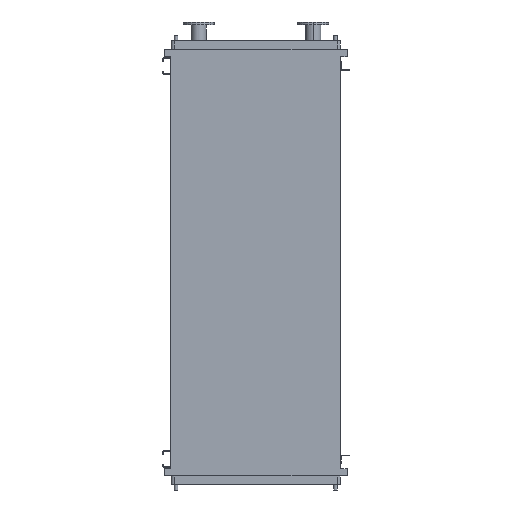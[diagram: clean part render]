
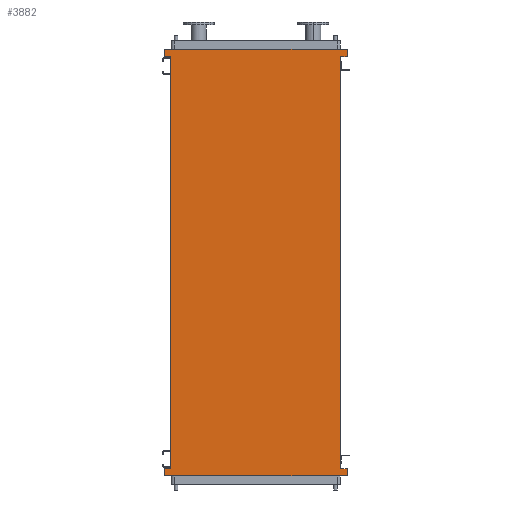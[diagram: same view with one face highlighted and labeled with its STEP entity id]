
A CAD part, front view. The second image highlights one B-rep face of the part: STEP entity #3882.
In plain terms, the highlighted planar face has unit normal (0, -1, 0).
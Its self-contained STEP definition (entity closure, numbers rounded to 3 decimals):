
#7 = CARTESIAN_POINT ( 'NONE',  ( 651., 0., -2893. ) ) ;
#105 = DIRECTION ( 'NONE',  ( 0., 0., -1. ) ) ;
#159 = PLANE ( 'NONE',  #10868 ) ;
#164 = EDGE_CURVE ( 'NONE', #8698, #8084, #8400, .T. ) ;
#174 = CARTESIAN_POINT ( 'NONE',  ( 651., 0., -2945. ) ) ;
#202 = DIRECTION ( 'NONE',  ( 0., 0., 1. ) ) ;
#351 = VERTEX_POINT ( 'NONE', #535 ) ;
#449 = CARTESIAN_POINT ( 'NONE',  ( 651., 0., 95. ) ) ;
#450 = VECTOR ( 'NONE', #5820, 1000. ) ;
#471 = VECTOR ( 'NONE', #10807, 1000. ) ;
#535 = CARTESIAN_POINT ( 'NONE',  ( -651., 0., 95. ) ) ;
#658 = VERTEX_POINT ( 'NONE', #4788 ) ;
#692 = VERTEX_POINT ( 'NONE', #9113 ) ;
#846 = CARTESIAN_POINT ( 'NONE',  ( -651., 0., 43. ) ) ;
#907 = VERTEX_POINT ( 'NONE', #9778 ) ;
#956 = LINE ( 'NONE', #174, #6317 ) ;
#969 = LINE ( 'NONE', #3569, #2352 ) ;
#1227 = EDGE_CURVE ( 'NONE', #3139, #907, #3299, .T. ) ;
#1427 = DIRECTION ( 'NONE',  ( 1., 0., 0. ) ) ;
#1609 = ORIENTED_EDGE ( 'NONE', *, *, #164, .F. ) ;
#1653 = DIRECTION ( 'NONE',  ( 1., 0., 0. ) ) ;
#1714 = EDGE_CURVE ( 'NONE', #907, #692, #969, .T. ) ;
#1891 = LINE ( 'NONE', #7903, #3884 ) ;
#2303 = EDGE_CURVE ( 'NONE', #658, #5097, #956, .T. ) ;
#2327 = EDGE_CURVE ( 'NONE', #5097, #3139, #6862, .T. ) ;
#2352 = VECTOR ( 'NONE', #7885, 1000. ) ;
#2646 = DIRECTION ( 'NONE',  ( -1., 0., 0. ) ) ;
#3139 = VERTEX_POINT ( 'NONE', #4057 ) ;
#3299 = LINE ( 'NONE', #9258, #5949 ) ;
#3364 = ORIENTED_EDGE ( 'NONE', *, *, #11078, .F. ) ;
#3392 = LINE ( 'NONE', #4236, #5646 ) ;
#3465 = DIRECTION ( 'NONE',  ( 0., 0., -1. ) ) ;
#3569 = CARTESIAN_POINT ( 'NONE',  ( -605., 0., -2850. ) ) ;
#3882 = ADVANCED_FACE ( 'NONE', ( #8037 ), #159, .T. ) ;
#3884 = VECTOR ( 'NONE', #202, 1000. ) ;
#3920 = ORIENTED_EDGE ( 'NONE', *, *, #10601, .F. ) ;
#4024 = CARTESIAN_POINT ( 'NONE',  ( 605., 0., -2893. ) ) ;
#4057 = CARTESIAN_POINT ( 'NONE',  ( -651., 0., -2893. ) ) ;
#4103 = CARTESIAN_POINT ( 'NONE',  ( 651., 0., 95. ) ) ;
#4236 = CARTESIAN_POINT ( 'NONE',  ( 605., 0., 43. ) ) ;
#4308 = ORIENTED_EDGE ( 'NONE', *, *, #2303, .F. ) ;
#4332 = EDGE_CURVE ( 'NONE', #8015, #351, #1891, .T. ) ;
#4465 = ORIENTED_EDGE ( 'NONE', *, *, #8358, .F. ) ;
#4728 = VECTOR ( 'NONE', #1653, 1000. ) ;
#4788 = CARTESIAN_POINT ( 'NONE',  ( 651., 0., -2945. ) ) ;
#5010 = DIRECTION ( 'NONE',  ( -1., 0., 0. ) ) ;
#5097 = VERTEX_POINT ( 'NONE', #6624 ) ;
#5389 = CARTESIAN_POINT ( 'NONE',  ( -605., 0., -2850. ) ) ;
#5395 = CARTESIAN_POINT ( 'NONE',  ( 605., 0., -2893. ) ) ;
#5646 = VECTOR ( 'NONE', #5010, 1000. ) ;
#5803 = ORIENTED_EDGE ( 'NONE', *, *, #8924, .F. ) ;
#5820 = DIRECTION ( 'NONE',  ( 0., 0., 1. ) ) ;
#5949 = VECTOR ( 'NONE', #7789, 1000. ) ;
#6016 = LINE ( 'NONE', #846, #7989 ) ;
#6050 = CARTESIAN_POINT ( 'NONE',  ( 651., 0., -2893. ) ) ;
#6156 = LINE ( 'NONE', #6050, #10135 ) ;
#6177 = DIRECTION ( 'NONE',  ( 0., -1., 0. ) ) ;
#6317 = VECTOR ( 'NONE', #2646, 1000. ) ;
#6624 = CARTESIAN_POINT ( 'NONE',  ( -651., 0., -2945. ) ) ;
#6848 = ORIENTED_EDGE ( 'NONE', *, *, #10248, .F. ) ;
#6862 = LINE ( 'NONE', #6975, #9549 ) ;
#6975 = CARTESIAN_POINT ( 'NONE',  ( -651., 0., -2945. ) ) ;
#7789 = DIRECTION ( 'NONE',  ( 1., 0., 0. ) ) ;
#7814 = ORIENTED_EDGE ( 'NONE', *, *, #10885, .T. ) ;
#7872 = ORIENTED_EDGE ( 'NONE', *, *, #1227, .F. ) ;
#7885 = DIRECTION ( 'NONE',  ( 0., 0., 1. ) ) ;
#7903 = CARTESIAN_POINT ( 'NONE',  ( -651., 0., 95. ) ) ;
#7989 = VECTOR ( 'NONE', #9506, 1000. ) ;
#8015 = VERTEX_POINT ( 'NONE', #9076 ) ;
#8037 = FACE_OUTER_BOUND ( 'NONE', #11124, .T. ) ;
#8046 = ORIENTED_EDGE ( 'NONE', *, *, #2327, .F. ) ;
#8084 = VERTEX_POINT ( 'NONE', #7 ) ;
#8358 = EDGE_CURVE ( 'NONE', #9428, #8932, #9908, .T. ) ;
#8400 = LINE ( 'NONE', #4024, #10086 ) ;
#8519 = CARTESIAN_POINT ( 'NONE',  ( 651., 0., 43. ) ) ;
#8698 = VERTEX_POINT ( 'NONE', #5395 ) ;
#8924 = EDGE_CURVE ( 'NONE', #351, #9428, #9850, .T. ) ;
#8932 = VERTEX_POINT ( 'NONE', #8519 ) ;
#9076 = CARTESIAN_POINT ( 'NONE',  ( -651., 0., 43. ) ) ;
#9113 = CARTESIAN_POINT ( 'NONE',  ( -605., 0., 43. ) ) ;
#9258 = CARTESIAN_POINT ( 'NONE',  ( -651., 0., -2893. ) ) ;
#9428 = VERTEX_POINT ( 'NONE', #4103 ) ;
#9506 = DIRECTION ( 'NONE',  ( -1., 0., 0. ) ) ;
#9549 = VECTOR ( 'NONE', #10410, 1000. ) ;
#9649 = CARTESIAN_POINT ( 'NONE',  ( 605., 0., 43. ) ) ;
#9778 = CARTESIAN_POINT ( 'NONE',  ( -605., 0., -2893. ) ) ;
#9850 = LINE ( 'NONE', #449, #4728 ) ;
#9908 = LINE ( 'NONE', #9963, #471 ) ;
#9941 = VERTEX_POINT ( 'NONE', #9649 ) ;
#9963 = CARTESIAN_POINT ( 'NONE',  ( 651., 0., 43. ) ) ;
#10086 = VECTOR ( 'NONE', #1427, 1000. ) ;
#10135 = VECTOR ( 'NONE', #3465, 1000. ) ;
#10203 = ORIENTED_EDGE ( 'NONE', *, *, #4332, .F. ) ;
#10212 = LINE ( 'NONE', #11003, #450 ) ;
#10248 = EDGE_CURVE ( 'NONE', #8932, #9941, #3392, .T. ) ;
#10410 = DIRECTION ( 'NONE',  ( 0., 0., 1. ) ) ;
#10601 = EDGE_CURVE ( 'NONE', #692, #8015, #6016, .T. ) ;
#10772 = ORIENTED_EDGE ( 'NONE', *, *, #1714, .F. ) ;
#10807 = DIRECTION ( 'NONE',  ( 0., 0., -1. ) ) ;
#10868 = AXIS2_PLACEMENT_3D ( 'NONE', #5389, #6177, #105 ) ;
#10885 = EDGE_CURVE ( 'NONE', #8698, #9941, #10212, .T. ) ;
#11003 = CARTESIAN_POINT ( 'NONE',  ( 605., 0., -2850. ) ) ;
#11078 = EDGE_CURVE ( 'NONE', #8084, #658, #6156, .T. ) ;
#11124 = EDGE_LOOP ( 'NONE', ( #7814, #6848, #4465, #5803, #10203, #3920, #10772, #7872, #8046, #4308, #3364, #1609 ) ) ;
